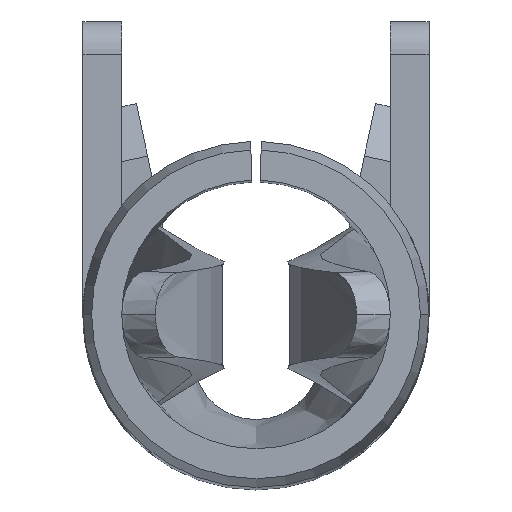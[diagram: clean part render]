
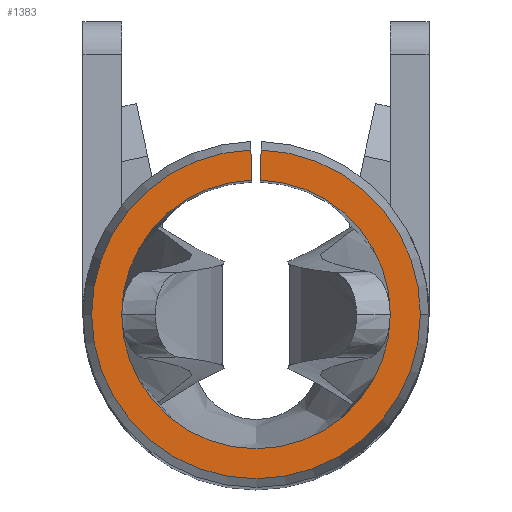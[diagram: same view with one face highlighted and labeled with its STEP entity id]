
A CAD part, top view. The second image highlights one B-rep face of the part: STEP entity #1383.
In plain terms, the highlighted planar face has unit normal (0, 0, 1).
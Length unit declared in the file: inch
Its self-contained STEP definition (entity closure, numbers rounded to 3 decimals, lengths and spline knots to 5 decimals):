
#47 = CARTESIAN_POINT ( 'NONE',  ( 0.07648, 0., 0.53 ) ) ;
#312 = DIRECTION ( 'NONE',  ( 0., 0., -1. ) ) ;
#391 = ORIENTED_EDGE ( 'NONE', *, *, #1148, .T. ) ;
#635 = VECTOR ( 'NONE', #4961, 39.37008 ) ;
#811 = DIRECTION ( 'NONE',  ( 0., 0., 1. ) ) ;
#867 = EDGE_CURVE ( 'NONE', #8136, #7047, #4012, .T. ) ;
#1148 = EDGE_CURVE ( 'NONE', #3534, #1514, #1511, .T. ) ;
#1268 = AXIS2_PLACEMENT_3D ( 'NONE', #1421, #5889, #2069 ) ;
#1293 = CARTESIAN_POINT ( 'NONE',  ( 0.0625, 0., 0.53 ) ) ;
#1383 = ADVANCED_FACE ( 'NONE', ( #2011 ), #7999, .F. ) ;
#1421 = CARTESIAN_POINT ( 'NONE',  ( 0., 0., 0.53 ) ) ;
#1511 = CIRCLE ( 'NONE', #2220, 0.07648 ) ;
#1514 = VERTEX_POINT ( 'NONE', #1777 ) ;
#1681 = CARTESIAN_POINT ( 'NONE',  ( 0., 0., 0.53 ) ) ;
#1685 = CARTESIAN_POINT ( 'NONE',  ( -0.00194, 0.06247, 0.53 ) ) ;
#1738 = CARTESIAN_POINT ( 'NONE',  ( 0., 0., 0.53 ) ) ;
#1777 = CARTESIAN_POINT ( 'NONE',  ( 0.00238, 0.07644, 0.53 ) ) ;
#1803 = CIRCLE ( 'NONE', #3881, 0.0625 ) ;
#1829 = ORIENTED_EDGE ( 'NONE', *, *, #2753, .T. ) ;
#2011 = FACE_OUTER_BOUND ( 'NONE', #7861, .T. ) ;
#2058 = CARTESIAN_POINT ( 'NONE',  ( 0., 0., 0.53 ) ) ;
#2069 = DIRECTION ( 'NONE',  ( -1., 0., 0. ) ) ;
#2220 = AXIS2_PLACEMENT_3D ( 'NONE', #3190, #7681, #3846 ) ;
#2321 = DIRECTION ( 'NONE',  ( -1., 0., 0. ) ) ;
#2344 = EDGE_CURVE ( 'NONE', #8119, #2914, #1803, .T. ) ;
#2378 = DIRECTION ( 'NONE',  ( 1., 0., 0. ) ) ;
#2583 = VECTOR ( 'NONE', #3859, 39.37008 ) ;
#2697 = DIRECTION ( 'NONE',  ( 1., 0., 0. ) ) ;
#2753 = EDGE_CURVE ( 'NONE', #7047, #3534, #3184, .T. ) ;
#2831 = ORIENTED_EDGE ( 'NONE', *, *, #2344, .F. ) ;
#2914 = VERTEX_POINT ( 'NONE', #6035 ) ;
#3110 = CARTESIAN_POINT ( 'NONE',  ( -0.0625, 0., 0.53 ) ) ;
#3184 = CIRCLE ( 'NONE', #1268, 0.07648 ) ;
#3190 = CARTESIAN_POINT ( 'NONE',  ( 0., 0., 0.53 ) ) ;
#3515 = ORIENTED_EDGE ( 'NONE', *, *, #8232, .F. ) ;
#3534 = VERTEX_POINT ( 'NONE', #47 ) ;
#3767 = EDGE_CURVE ( 'NONE', #7348, #8136, #4296, .T. ) ;
#3846 = DIRECTION ( 'NONE',  ( -1., 0., 0. ) ) ;
#3859 = DIRECTION ( 'NONE',  ( -0.031, 1., 0. ) ) ;
#3881 = AXIS2_PLACEMENT_3D ( 'NONE', #2058, #6517, #2697 ) ;
#4012 = CIRCLE ( 'NONE', #5810, 0.07648 ) ;
#4296 = LINE ( 'NONE', #6371, #2583 ) ;
#4311 = CARTESIAN_POINT ( 'NONE',  ( 0.00222, 0.07147, 0.53 ) ) ;
#4388 = AXIS2_PLACEMENT_3D ( 'NONE', #4661, #811, #5299 ) ;
#4641 = AXIS2_PLACEMENT_3D ( 'NONE', #6680, #312, #4808 ) ;
#4661 = CARTESIAN_POINT ( 'NONE',  ( 0., 0., 0.53 ) ) ;
#4723 = ORIENTED_EDGE ( 'NONE', *, *, #867, .T. ) ;
#4808 = DIRECTION ( 'NONE',  ( -1., 0., 0. ) ) ;
#4851 = ORIENTED_EDGE ( 'NONE', *, *, #5746, .F. ) ;
#4907 = CARTESIAN_POINT ( 'NONE',  ( -0.07648, 0., 0.53 ) ) ;
#4961 = DIRECTION ( 'NONE',  ( 0.031, 1., 0. ) ) ;
#5299 = DIRECTION ( 'NONE',  ( 1., 0., 0. ) ) ;
#5746 = EDGE_CURVE ( 'NONE', #2914, #1514, #7452, .T. ) ;
#5810 = AXIS2_PLACEMENT_3D ( 'NONE', #1681, #6152, #2321 ) ;
#5829 = CARTESIAN_POINT ( 'NONE',  ( -0.00238, 0.07644, 0.53 ) ) ;
#5889 = DIRECTION ( 'NONE',  ( 0., 0., 1. ) ) ;
#6035 = CARTESIAN_POINT ( 'NONE',  ( 0.00194, 0.06247, 0.53 ) ) ;
#6152 = DIRECTION ( 'NONE',  ( 0., 0., 1. ) ) ;
#6202 = DIRECTION ( 'NONE',  ( 0., 0., 1. ) ) ;
#6288 = EDGE_CURVE ( 'NONE', #7348, #7952, #8184, .T. ) ;
#6371 = CARTESIAN_POINT ( 'NONE',  ( -0.00222, 0.07147, 0.53 ) ) ;
#6406 = AXIS2_PLACEMENT_3D ( 'NONE', #1738, #6202, #2378 ) ;
#6517 = DIRECTION ( 'NONE',  ( 0., 0., 1. ) ) ;
#6518 = ORIENTED_EDGE ( 'NONE', *, *, #6288, .F. ) ;
#6680 = CARTESIAN_POINT ( 'NONE',  ( 0., 0., 0.53 ) ) ;
#7047 = VERTEX_POINT ( 'NONE', #4907 ) ;
#7348 = VERTEX_POINT ( 'NONE', #1685 ) ;
#7452 = LINE ( 'NONE', #4311, #635 ) ;
#7681 = DIRECTION ( 'NONE',  ( 0., 0., 1. ) ) ;
#7839 = CIRCLE ( 'NONE', #4388, 0.0625 ) ;
#7861 = EDGE_LOOP ( 'NONE', ( #8224, #4723, #1829, #391, #4851, #2831, #3515, #6518 ) ) ;
#7952 = VERTEX_POINT ( 'NONE', #3110 ) ;
#7999 = PLANE ( 'NONE',  #4641 ) ;
#8119 = VERTEX_POINT ( 'NONE', #1293 ) ;
#8136 = VERTEX_POINT ( 'NONE', #5829 ) ;
#8184 = CIRCLE ( 'NONE', #6406, 0.0625 ) ;
#8224 = ORIENTED_EDGE ( 'NONE', *, *, #3767, .T. ) ;
#8232 = EDGE_CURVE ( 'NONE', #7952, #8119, #7839, .T. ) ;
